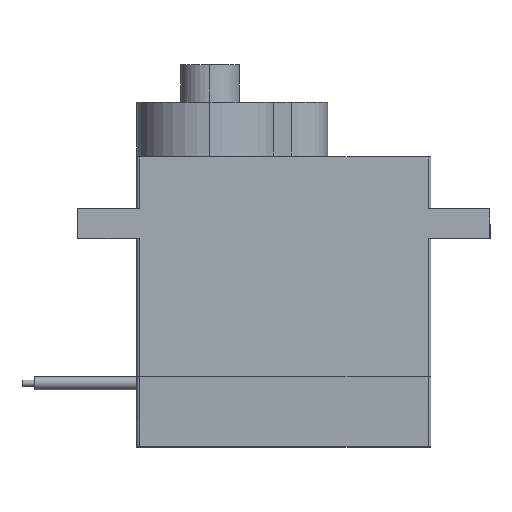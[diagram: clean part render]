
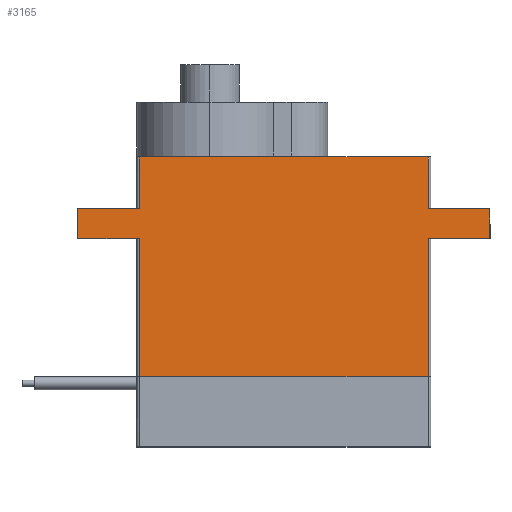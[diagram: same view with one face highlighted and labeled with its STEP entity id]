
A CAD part, top view. The second image highlights one B-rep face of the part: STEP entity #3165.
In plain terms, the highlighted planar face has unit normal (0, 0.025, 1).
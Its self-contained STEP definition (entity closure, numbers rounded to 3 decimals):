
#9 = FACE_OUTER_BOUND ( 'NONE', #2688, .T. ) ;
#117 = CARTESIAN_POINT ( 'NONE',  ( 11.315, -13.16, 6.295 ) ) ;
#186 = LINE ( 'NONE', #3448, #1467 ) ;
#214 = EDGE_CURVE ( 'NONE', #635, #2259, #2252, .T. ) ;
#221 = DIRECTION ( 'NONE',  ( 0., 0.025, 1. ) ) ;
#234 = ORIENTED_EDGE ( 'NONE', *, *, #2244, .T. ) ;
#322 = AXIS2_PLACEMENT_3D ( 'NONE', #2765, #221, #488 ) ;
#365 = CARTESIAN_POINT ( 'NONE',  ( -11.315, -13.16, 6.295 ) ) ;
#414 = CARTESIAN_POINT ( 'NONE',  ( 16.155, 0., 5.963 ) ) ;
#453 = ORIENTED_EDGE ( 'NONE', *, *, #2632, .T. ) ;
#488 = DIRECTION ( 'NONE',  ( 0., -1., 0.025 ) ) ;
#496 = CARTESIAN_POINT ( 'NONE',  ( 11.315, 0., 5.963 ) ) ;
#517 = CARTESIAN_POINT ( 'NONE',  ( 11.515, 0., 5.963 ) ) ;
#538 = EDGE_CURVE ( 'NONE', #2799, #584, #1098, .T. ) ;
#584 = VERTEX_POINT ( 'NONE', #2757 ) ;
#586 = LINE ( 'NONE', #2812, #3469 ) ;
#599 = VERTEX_POINT ( 'NONE', #3307 ) ;
#615 = VECTOR ( 'NONE', #1556, 1000. ) ;
#635 = VERTEX_POINT ( 'NONE', #1604 ) ;
#685 = VECTOR ( 'NONE', #2535, 1000. ) ;
#693 = VERTEX_POINT ( 'NONE', #496 ) ;
#732 = ORIENTED_EDGE ( 'NONE', *, *, #1000, .T. ) ;
#786 = CARTESIAN_POINT ( 'NONE',  ( 0., -13.16, 6.295 ) ) ;
#808 = ORIENTED_EDGE ( 'NONE', *, *, #538, .F. ) ;
#857 = DIRECTION ( 'NONE',  ( 0., 1., -0.025 ) ) ;
#892 = VERTEX_POINT ( 'NONE', #117 ) ;
#911 = VERTEX_POINT ( 'NONE', #365 ) ;
#968 = LINE ( 'NONE', #517, #3126 ) ;
#972 = CARTESIAN_POINT ( 'NONE',  ( -16.155, 0., 5.963 ) ) ;
#989 = LINE ( 'NONE', #2625, #3418 ) ;
#996 = LINE ( 'NONE', #2247, #3061 ) ;
#1000 = EDGE_CURVE ( 'NONE', #892, #599, #2569, .T. ) ;
#1013 = VERTEX_POINT ( 'NONE', #2711 ) ;
#1086 = PLANE ( 'NONE',  #322 ) ;
#1098 = LINE ( 'NONE', #3193, #615 ) ;
#1108 = DIRECTION ( 'NONE',  ( -1., 0., 0. ) ) ;
#1222 = EDGE_CURVE ( 'NONE', #892, #911, #3020, .T. ) ;
#1370 = CARTESIAN_POINT ( 'NONE',  ( 16.155, 4.06, 5.86 ) ) ;
#1410 = CARTESIAN_POINT ( 'NONE',  ( 11.315, 4.06, 5.86 ) ) ;
#1438 = ORIENTED_EDGE ( 'NONE', *, *, #2206, .T. ) ;
#1439 = EDGE_CURVE ( 'NONE', #1013, #2009, #1877, .T. ) ;
#1467 = VECTOR ( 'NONE', #1763, 1000. ) ;
#1478 = DIRECTION ( 'NONE',  ( 0., 1., -0.025 ) ) ;
#1556 = DIRECTION ( 'NONE',  ( 0., 1., -0.025 ) ) ;
#1604 = CARTESIAN_POINT ( 'NONE',  ( 16.155, -2.32, 6.021 ) ) ;
#1608 = EDGE_CURVE ( 'NONE', #3186, #911, #996, .T. ) ;
#1694 = LINE ( 'NONE', #1410, #2712 ) ;
#1716 = EDGE_CURVE ( 'NONE', #599, #635, #586, .T. ) ;
#1763 = DIRECTION ( 'NONE',  ( 1., 0., 0. ) ) ;
#1790 = CARTESIAN_POINT ( 'NONE',  ( 11.315, -2.32, 6.021 ) ) ;
#1811 = ORIENTED_EDGE ( 'NONE', *, *, #1716, .T. ) ;
#1877 = LINE ( 'NONE', #3458, #3289 ) ;
#1905 = CARTESIAN_POINT ( 'NONE',  ( -11.315, -2.32, 6.021 ) ) ;
#1914 = DIRECTION ( 'NONE',  ( 0., 1., -0.025 ) ) ;
#1931 = DIRECTION ( 'NONE',  ( 1., 0., 0. ) ) ;
#2009 = VERTEX_POINT ( 'NONE', #2731 ) ;
#2206 = EDGE_CURVE ( 'NONE', #2799, #3186, #186, .T. ) ;
#2211 = VECTOR ( 'NONE', #3185, 1000. ) ;
#2244 = EDGE_CURVE ( 'NONE', #693, #3510, #1694, .T. ) ;
#2247 = CARTESIAN_POINT ( 'NONE',  ( -11.315, -13.16, 6.295 ) ) ;
#2252 = LINE ( 'NONE', #1370, #3134 ) ;
#2259 = VERTEX_POINT ( 'NONE', #414 ) ;
#2304 = ORIENTED_EDGE ( 'NONE', *, *, #2316, .T. ) ;
#2316 = EDGE_CURVE ( 'NONE', #2259, #693, #968, .T. ) ;
#2410 = DIRECTION ( 'NONE',  ( 0., -1., 0.025 ) ) ;
#2482 = VECTOR ( 'NONE', #1478, 1000. ) ;
#2522 = ORIENTED_EDGE ( 'NONE', *, *, #1222, .F. ) ;
#2531 = DIRECTION ( 'NONE',  ( -1., 0., 0. ) ) ;
#2535 = DIRECTION ( 'NONE',  ( -1., 0., 0. ) ) ;
#2569 = LINE ( 'NONE', #1790, #2482 ) ;
#2613 = CARTESIAN_POINT ( 'NONE',  ( 11.315, 4.06, 5.86 ) ) ;
#2625 = CARTESIAN_POINT ( 'NONE',  ( 16.155, 4.06, 5.86 ) ) ;
#2632 = EDGE_CURVE ( 'NONE', #3510, #1013, #989, .T. ) ;
#2684 = ORIENTED_EDGE ( 'NONE', *, *, #1439, .T. ) ;
#2688 = EDGE_LOOP ( 'NONE', ( #1438, #3558, #2522, #732, #1811, #2988, #2304, #234, #453, #2684, #3428, #808 ) ) ;
#2711 = CARTESIAN_POINT ( 'NONE',  ( -11.315, 4.06, 5.86 ) ) ;
#2712 = VECTOR ( 'NONE', #857, 1000. ) ;
#2731 = CARTESIAN_POINT ( 'NONE',  ( -11.315, 0., 5.963 ) ) ;
#2757 = CARTESIAN_POINT ( 'NONE',  ( -16.155, 0., 5.963 ) ) ;
#2765 = CARTESIAN_POINT ( 'NONE',  ( 16.155, 4.06, 5.86 ) ) ;
#2799 = VERTEX_POINT ( 'NONE', #3135 ) ;
#2812 = CARTESIAN_POINT ( 'NONE',  ( 11.515, -2.32, 6.021 ) ) ;
#2868 = EDGE_CURVE ( 'NONE', #2009, #584, #3498, .T. ) ;
#2988 = ORIENTED_EDGE ( 'NONE', *, *, #214, .T. ) ;
#3020 = LINE ( 'NONE', #786, #685 ) ;
#3061 = VECTOR ( 'NONE', #3077, 1000. ) ;
#3077 = DIRECTION ( 'NONE',  ( 0., -1., 0.025 ) ) ;
#3126 = VECTOR ( 'NONE', #2531, 1000. ) ;
#3134 = VECTOR ( 'NONE', #1914, 1000. ) ;
#3135 = CARTESIAN_POINT ( 'NONE',  ( -16.155, -2.32, 6.021 ) ) ;
#3165 = ADVANCED_FACE ( 'NONE', ( #9 ), #1086, .T. ) ;
#3185 = DIRECTION ( 'NONE',  ( -1., 0., 0. ) ) ;
#3186 = VERTEX_POINT ( 'NONE', #1905 ) ;
#3193 = CARTESIAN_POINT ( 'NONE',  ( -16.155, 4.06, 5.86 ) ) ;
#3289 = VECTOR ( 'NONE', #2410, 1000. ) ;
#3307 = CARTESIAN_POINT ( 'NONE',  ( 11.315, -2.32, 6.021 ) ) ;
#3418 = VECTOR ( 'NONE', #1108, 1000. ) ;
#3428 = ORIENTED_EDGE ( 'NONE', *, *, #2868, .T. ) ;
#3448 = CARTESIAN_POINT ( 'NONE',  ( -16.155, -2.32, 6.021 ) ) ;
#3458 = CARTESIAN_POINT ( 'NONE',  ( -11.315, 0., 5.963 ) ) ;
#3469 = VECTOR ( 'NONE', #1931, 1000. ) ;
#3498 = LINE ( 'NONE', #972, #2211 ) ;
#3510 = VERTEX_POINT ( 'NONE', #2613 ) ;
#3558 = ORIENTED_EDGE ( 'NONE', *, *, #1608, .T. ) ;
